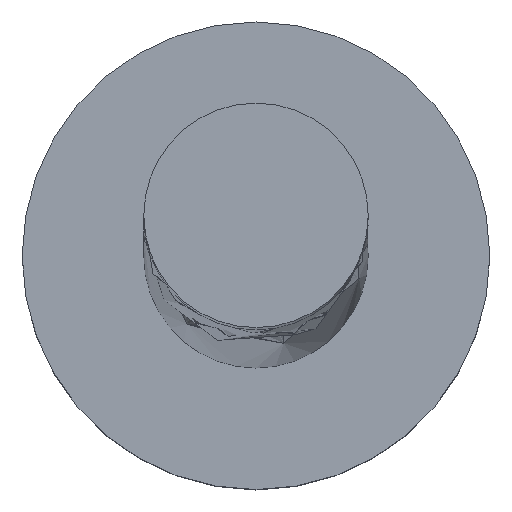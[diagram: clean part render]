
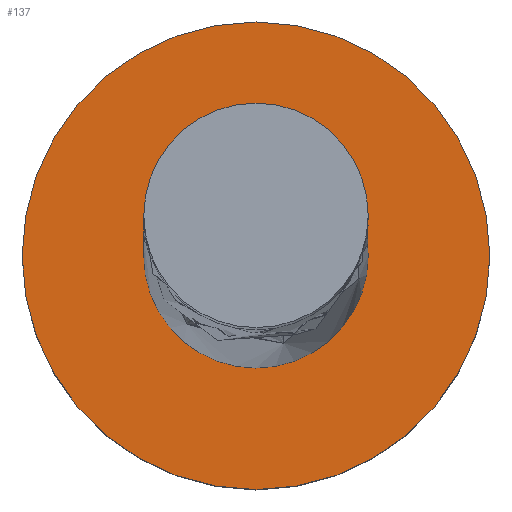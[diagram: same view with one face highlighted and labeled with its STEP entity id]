
A CAD part, top view. The second image highlights one B-rep face of the part: STEP entity #137.
In plain terms, the highlighted planar face has unit normal (0, 0, 1).
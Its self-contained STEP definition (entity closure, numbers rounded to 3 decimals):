
#54 = AXIS2_PLACEMENT_3D ( 'NONE', #613, #1066, #68 ) ;
#68 = DIRECTION ( 'NONE',  ( 1., 0., 0. ) ) ;
#116 = EDGE_LOOP ( 'NONE', ( #390, #864 ) ) ;
#130 = CIRCLE ( 'NONE', #934, 1.25 ) ;
#137 = ADVANCED_FACE ( 'NONE', ( #333, #409 ), #655, .T. ) ;
#150 = CIRCLE ( 'NONE', #1083, 0.6 ) ;
#211 = CARTESIAN_POINT ( 'NONE',  ( 0., 0., 1.2 ) ) ;
#242 = CARTESIAN_POINT ( 'NONE',  ( 0., 0., 1.2 ) ) ;
#285 = ORIENTED_EDGE ( 'NONE', *, *, #1072, .T. ) ;
#302 = VERTEX_POINT ( 'NONE', #719 ) ;
#316 = CIRCLE ( 'NONE', #54, 1.25 ) ;
#333 = FACE_BOUND ( 'NONE', #116, .T. ) ;
#358 = DIRECTION ( 'NONE',  ( 1., 0., 0. ) ) ;
#390 = ORIENTED_EDGE ( 'NONE', *, *, #457, .F. ) ;
#394 = VERTEX_POINT ( 'NONE', #832 ) ;
#409 = FACE_OUTER_BOUND ( 'NONE', #1323, .T. ) ;
#410 = CARTESIAN_POINT ( 'NONE',  ( -1.25, 0., 1.2 ) ) ;
#444 = DIRECTION ( 'NONE',  ( 1., 0., 0. ) ) ;
#457 = EDGE_CURVE ( 'NONE', #1347, #302, #150, .T. ) ;
#491 = DIRECTION ( 'NONE',  ( 1., 0., 0. ) ) ;
#503 = VERTEX_POINT ( 'NONE', #410 ) ;
#505 = DIRECTION ( 'NONE',  ( 0., 0., 1. ) ) ;
#546 = CARTESIAN_POINT ( 'NONE',  ( 0., 0., 1.2 ) ) ;
#613 = CARTESIAN_POINT ( 'NONE',  ( 0., 0., 1.2 ) ) ;
#634 = DIRECTION ( 'NONE',  ( 1., 0., 0. ) ) ;
#655 = PLANE ( 'NONE',  #1224 ) ;
#719 = CARTESIAN_POINT ( 'NONE',  ( 0.6, 0., 1.2 ) ) ;
#730 = ORIENTED_EDGE ( 'NONE', *, *, #1393, .T. ) ;
#828 = CARTESIAN_POINT ( 'NONE',  ( -0.6, 0., 1.2 ) ) ;
#832 = CARTESIAN_POINT ( 'NONE',  ( 1.25, 0., 1.2 ) ) ;
#864 = ORIENTED_EDGE ( 'NONE', *, *, #951, .F. ) ;
#934 = AXIS2_PLACEMENT_3D ( 'NONE', #546, #1012, #444 ) ;
#951 = EDGE_CURVE ( 'NONE', #302, #1347, #1059, .T. ) ;
#1012 = DIRECTION ( 'NONE',  ( 0., 0., 1. ) ) ;
#1059 = CIRCLE ( 'NONE', #1429, 0.6 ) ;
#1066 = DIRECTION ( 'NONE',  ( 0., 0., 1. ) ) ;
#1072 = EDGE_CURVE ( 'NONE', #503, #394, #130, .T. ) ;
#1083 = AXIS2_PLACEMENT_3D ( 'NONE', #1177, #505, #491 ) ;
#1137 = DIRECTION ( 'NONE',  ( 0., 0., 1. ) ) ;
#1177 = CARTESIAN_POINT ( 'NONE',  ( 0., 0., 1.2 ) ) ;
#1224 = AXIS2_PLACEMENT_3D ( 'NONE', #211, #1439, #634 ) ;
#1323 = EDGE_LOOP ( 'NONE', ( #285, #730 ) ) ;
#1347 = VERTEX_POINT ( 'NONE', #828 ) ;
#1393 = EDGE_CURVE ( 'NONE', #394, #503, #316, .T. ) ;
#1429 = AXIS2_PLACEMENT_3D ( 'NONE', #242, #1137, #358 ) ;
#1439 = DIRECTION ( 'NONE',  ( 0., 0., 1. ) ) ;
